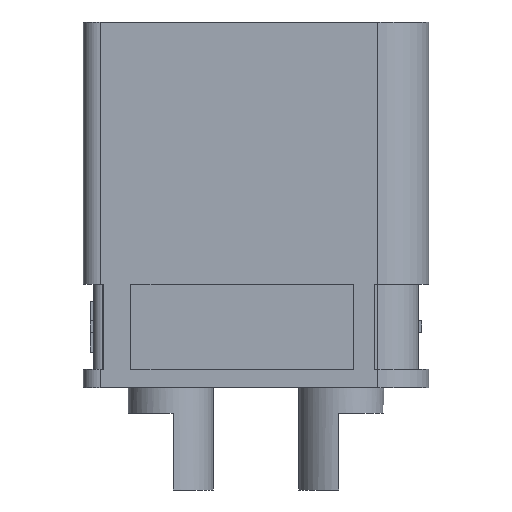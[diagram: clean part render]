
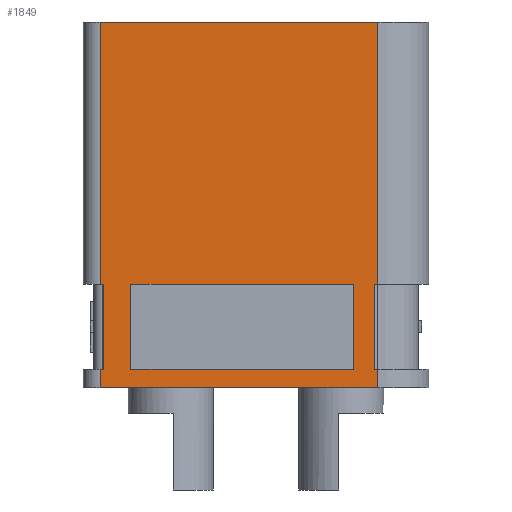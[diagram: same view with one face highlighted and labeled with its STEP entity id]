
A CAD part, front view. The second image highlights one B-rep face of the part: STEP entity #1849.
In plain terms, the highlighted planar face has unit normal (0, -1, 0).
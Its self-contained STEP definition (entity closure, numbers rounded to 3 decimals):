
#38=FACE_BOUND('',#266,.T.);
#163=FACE_OUTER_BOUND('',#265,.T.);
#265=EDGE_LOOP('',(#1367,#1368,#1369,#1370,#1371,#1372,#1373,#1374,#1375,
#1376,#1377,#1378));
#266=EDGE_LOOP('',(#1379,#1380,#1381,#1382));
#402=LINE('',#2751,#610);
#407=LINE('',#2763,#615);
#438=LINE('',#2841,#646);
#439=LINE('',#2846,#647);
#440=LINE('',#2849,#648);
#441=LINE('',#2851,#649);
#442=LINE('',#2853,#650);
#443=LINE('',#2855,#651);
#444=LINE('',#2857,#652);
#445=LINE('',#2859,#653);
#446=LINE('',#2860,#654);
#447=LINE('',#2861,#655);
#448=LINE('',#2864,#656);
#449=LINE('',#2866,#657);
#450=LINE('',#2868,#658);
#451=LINE('',#2869,#659);
#610=VECTOR('',#2207,10.);
#615=VECTOR('',#2218,10.);
#646=VECTOR('',#2275,10.);
#647=VECTOR('',#2282,10.);
#648=VECTOR('',#2285,10.);
#649=VECTOR('',#2286,10.);
#650=VECTOR('',#2287,10.);
#651=VECTOR('',#2288,10.);
#652=VECTOR('',#2289,10.);
#653=VECTOR('',#2290,10.);
#654=VECTOR('',#2291,10.);
#655=VECTOR('',#2292,10.);
#656=VECTOR('',#2293,10.);
#657=VECTOR('',#2294,10.);
#658=VECTOR('',#2295,10.);
#659=VECTOR('',#2296,10.);
#804=VERTEX_POINT('',#2748);
#805=VERTEX_POINT('',#2750);
#809=VERTEX_POINT('',#2762);
#842=VERTEX_POINT('',#2838);
#843=VERTEX_POINT('',#2840);
#844=VERTEX_POINT('',#2844);
#845=VERTEX_POINT('',#2848);
#846=VERTEX_POINT('',#2850);
#847=VERTEX_POINT('',#2852);
#848=VERTEX_POINT('',#2854);
#849=VERTEX_POINT('',#2856);
#850=VERTEX_POINT('',#2858);
#851=VERTEX_POINT('',#2862);
#852=VERTEX_POINT('',#2863);
#853=VERTEX_POINT('',#2865);
#854=VERTEX_POINT('',#2867);
#1001=EDGE_CURVE('',#804,#805,#402,.T.);
#1007=EDGE_CURVE('',#809,#805,#407,.T.);
#1046=EDGE_CURVE('',#843,#842,#438,.T.);
#1049=EDGE_CURVE('',#843,#844,#439,.T.);
#1050=EDGE_CURVE('',#845,#804,#440,.T.);
#1051=EDGE_CURVE('',#846,#845,#441,.T.);
#1052=EDGE_CURVE('',#846,#847,#442,.T.);
#1053=EDGE_CURVE('',#847,#848,#443,.T.);
#1054=EDGE_CURVE('',#848,#849,#444,.T.);
#1055=EDGE_CURVE('',#850,#849,#445,.T.);
#1056=EDGE_CURVE('',#844,#850,#446,.T.);
#1057=EDGE_CURVE('',#842,#809,#447,.T.);
#1058=EDGE_CURVE('',#851,#852,#448,.T.);
#1059=EDGE_CURVE('',#852,#853,#449,.T.);
#1060=EDGE_CURVE('',#853,#854,#450,.T.);
#1061=EDGE_CURVE('',#854,#851,#451,.T.);
#1367=ORIENTED_EDGE('',*,*,#1001,.F.);
#1368=ORIENTED_EDGE('',*,*,#1050,.F.);
#1369=ORIENTED_EDGE('',*,*,#1051,.F.);
#1370=ORIENTED_EDGE('',*,*,#1052,.T.);
#1371=ORIENTED_EDGE('',*,*,#1053,.T.);
#1372=ORIENTED_EDGE('',*,*,#1054,.T.);
#1373=ORIENTED_EDGE('',*,*,#1055,.F.);
#1374=ORIENTED_EDGE('',*,*,#1056,.F.);
#1375=ORIENTED_EDGE('',*,*,#1049,.F.);
#1376=ORIENTED_EDGE('',*,*,#1046,.T.);
#1377=ORIENTED_EDGE('',*,*,#1057,.T.);
#1378=ORIENTED_EDGE('',*,*,#1007,.T.);
#1379=ORIENTED_EDGE('',*,*,#1058,.T.);
#1380=ORIENTED_EDGE('',*,*,#1059,.T.);
#1381=ORIENTED_EDGE('',*,*,#1060,.T.);
#1382=ORIENTED_EDGE('',*,*,#1061,.T.);
#1768=PLANE('',#1980);
#1849=ADVANCED_FACE('',(#163,#38),#1768,.T.);
#1980=AXIS2_PLACEMENT_3D('',#2847,#2283,#2284);
#2207=DIRECTION('',(0.,0.,1.));
#2218=DIRECTION('',(-1.,0.,0.));
#2275=DIRECTION('',(1.,0.,0.));
#2282=DIRECTION('',(0.,0.,1.));
#2283=DIRECTION('center_axis',(0.,-1.,0.));
#2284=DIRECTION('ref_axis',(1.,0.,0.));
#2285=DIRECTION('',(-1.,0.,0.));
#2286=DIRECTION('',(0.,0.,-1.));
#2287=DIRECTION('',(-1.,0.,0.));
#2288=DIRECTION('',(0.,0.,1.));
#2289=DIRECTION('',(1.,0.,0.));
#2290=DIRECTION('',(0.,0.,-1.));
#2291=DIRECTION('',(1.,0.,0.));
#2292=DIRECTION('',(0.,0.,-1.));
#2293=DIRECTION('',(0.,0.,1.));
#2294=DIRECTION('',(1.,0.,0.));
#2295=DIRECTION('',(0.,0.,-1.));
#2296=DIRECTION('',(-1.,0.,0.));
#2748=CARTESIAN_POINT('',(-4.575,-2.8,0.));
#2750=CARTESIAN_POINT('',(-4.575,-2.8,0.55));
#2751=CARTESIAN_POINT('',(-4.575,-2.8,0.));
#2762=CARTESIAN_POINT('',(-4.475,-2.8,0.55));
#2763=CARTESIAN_POINT('',(-4.925,-2.8,0.55));
#2838=CARTESIAN_POINT('',(-4.475,-2.8,3.05));
#2840=CARTESIAN_POINT('',(-4.575,-2.8,3.05));
#2841=CARTESIAN_POINT('',(-4.925,-2.8,3.05));
#2844=CARTESIAN_POINT('',(-4.575,-2.8,10.75));
#2846=CARTESIAN_POINT('',(-4.575,-2.8,0.));
#2847=CARTESIAN_POINT('Origin',(-5.075,-2.8,0.));
#2848=CARTESIAN_POINT('',(3.575,-2.8,0.));
#2849=CARTESIAN_POINT('',(5.075,-2.8,0.));
#2850=CARTESIAN_POINT('',(3.575,-2.8,0.55));
#2851=CARTESIAN_POINT('',(3.575,-2.8,0.));
#2852=CARTESIAN_POINT('',(3.475,-2.8,0.55));
#2853=CARTESIAN_POINT('',(-0.4,-2.8,0.55));
#2854=CARTESIAN_POINT('',(3.475,-2.8,3.05));
#2855=CARTESIAN_POINT('',(3.475,-2.8,0.275));
#2856=CARTESIAN_POINT('',(3.575,-2.8,3.05));
#2857=CARTESIAN_POINT('',(-0.4,-2.8,3.05));
#2858=CARTESIAN_POINT('',(3.575,-2.8,10.75));
#2859=CARTESIAN_POINT('',(3.575,-2.8,0.));
#2860=CARTESIAN_POINT('',(5.075,-2.8,10.75));
#2861=CARTESIAN_POINT('',(-4.475,-2.8,0.275));
#2862=CARTESIAN_POINT('',(-3.675,-2.8,0.55));
#2863=CARTESIAN_POINT('',(-3.675,-2.8,3.05));
#2864=CARTESIAN_POINT('',(-3.675,-2.8,0.275));
#2865=CARTESIAN_POINT('',(2.875,-2.8,3.05));
#2866=CARTESIAN_POINT('',(-2.738,-2.8,3.05));
#2867=CARTESIAN_POINT('',(2.875,-2.8,0.55));
#2868=CARTESIAN_POINT('',(2.875,-2.8,0.275));
#2869=CARTESIAN_POINT('',(-2.738,-2.8,0.55));
